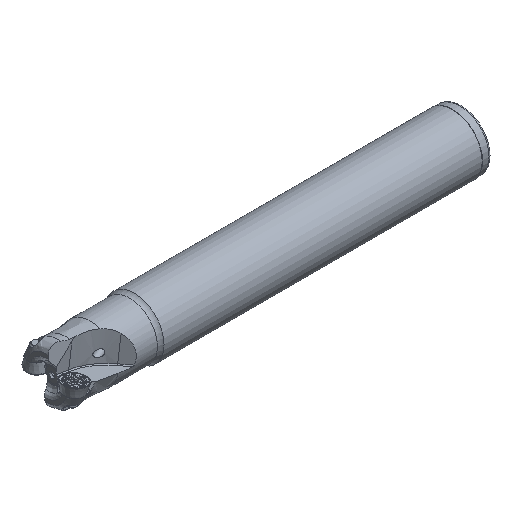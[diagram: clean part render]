
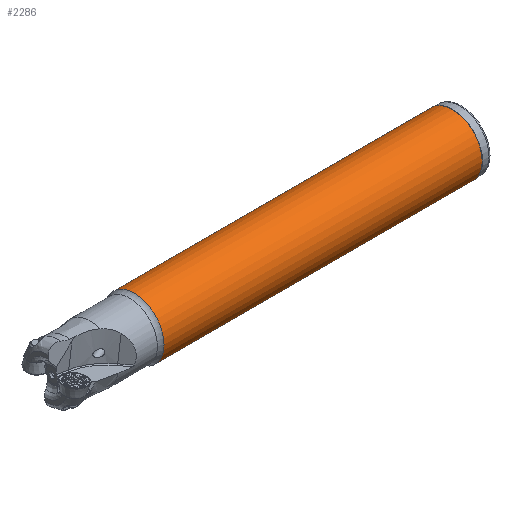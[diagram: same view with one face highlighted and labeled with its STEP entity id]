
A CAD part, isometric view. The second image highlights one B-rep face of the part: STEP entity #2286.
In plain terms, the highlighted cylindrical face has radius 12.7 mm (diameter 25.4 mm), a full revolution.
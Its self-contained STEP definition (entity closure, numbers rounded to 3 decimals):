
#2286=ADVANCED_FACE('',(#5147,#5148),#3429,.T.);
#3429=CYLINDRICAL_SURFACE('',#17146,12.7);
#3561=CIRCLE('',#17143,12.7);
#3562=CIRCLE('',#17145,12.7);
#5147=FACE_BOUND('',#5305,.T.);
#5148=FACE_BOUND('',#5306,.T.);
#5305=EDGE_LOOP('',(#6654));
#5306=EDGE_LOOP('',(#6655));
#6654=ORIENTED_EDGE('',*,*,#13359,.F.);
#6655=ORIENTED_EDGE('',*,*,#13358,.T.);
#11821=VERTEX_POINT('',#23390);
#11822=VERTEX_POINT('',#23393);
#13358=EDGE_CURVE('',#11821,#11821,#3561,.T.);
#13359=EDGE_CURVE('',#11822,#11822,#3562,.T.);
#17143=AXIS2_PLACEMENT_3D('',#23389,#18755,#18756);
#17145=AXIS2_PLACEMENT_3D('',#23392,#18759,#18760);
#17146=AXIS2_PLACEMENT_3D('',#23394,#18761,#18762);
#18755=DIRECTION('',(-1.,0.,0.));
#18756=DIRECTION('',(0.,0.,1.));
#18759=DIRECTION('',(-1.,0.,0.));
#18760=DIRECTION('',(0.,0.,1.));
#18761=DIRECTION('',(-1.,0.,0.));
#18762=DIRECTION('',(0.,0.,1.));
#23389=CARTESIAN_POINT('',(173.8,0.,0.));
#23390=CARTESIAN_POINT('',(173.8,0.,12.7));
#23392=CARTESIAN_POINT('',(38.1,0.,0.));
#23393=CARTESIAN_POINT('',(38.1,0.,12.7));
#23394=CARTESIAN_POINT('',(0.,0.,0.));
